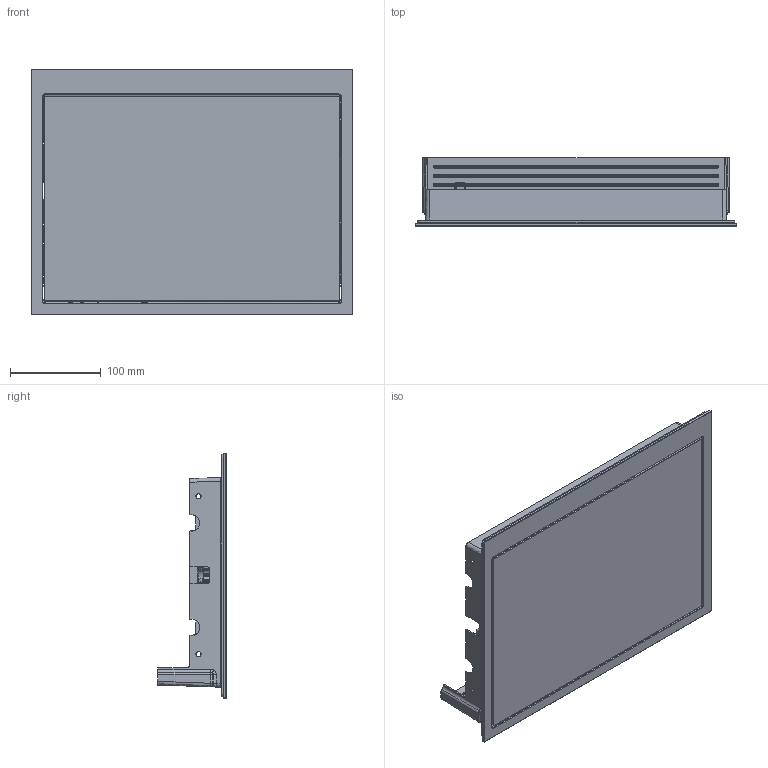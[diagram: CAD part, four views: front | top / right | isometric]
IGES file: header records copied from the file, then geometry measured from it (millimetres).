
Global section: file name: 115420; native system: Autodesk Inventor 2018; preprocessor: unknown; author: JANAN; date: 20200415.150340; units: millimetre
Bounding box: 354 x 75.57 x 270 mm (x, y, z)
Volume: 508173 mm3; surface area: 553345.4 mm2
Topology: 50 solids, 50 shells, 1870 faces, 4776 edges, 3003 vertices
Faces by surface type: bspline 1870
